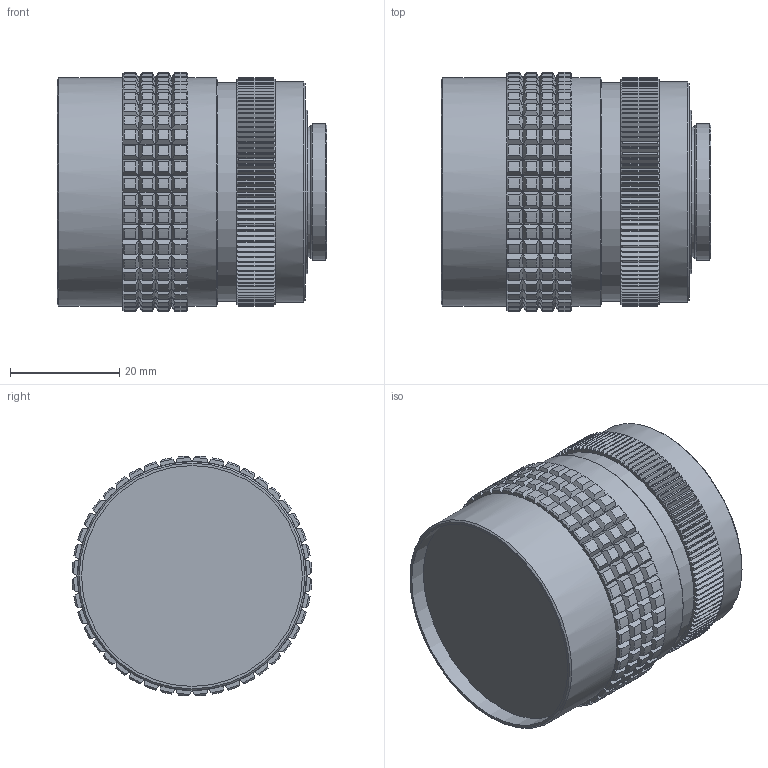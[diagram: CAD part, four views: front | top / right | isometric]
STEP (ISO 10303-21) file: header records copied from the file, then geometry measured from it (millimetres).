
FILE_DESCRIPTION(/* description */ (''),/* implementation_level */ '2;1');
FILE_NAME(/* name */ 'AO000406.stp',/* time_stamp */ '2016-09-28T15:28:57+02:00',/* author */ ('mitarbeiter'),/* organization */ (''),/* preprocessor_version */ 'ST-DEVELOPER v15.2',/* originating_system */ 'Autodesk Inventor 2014',/* authorisation */ '');
FILE_SCHEMA (('AUTOMOTIVE_DESIGN { 1 0 10303 214 3 1 1 }'));
Length unit declared in the file: millimetre
Products named in the file (1): AO000406
Bounding box: 49.5 x 43.99 x 43.99 mm (x, y, z)
Volume: 61083.2 mm3; surface area: 11429.4 mm2
Topology: 1 solids, 1 shells, 1709 faces, 4022 edges, 2321 vertices
Faces by surface type: plane 808, cone 597, cylinder 304
Full cylindrical faces by diameter (mm): 24 x1, 25 x1, 30 x1, 40 x1, 40.5 x2, 42 x2
Entity records: 46518 total; most frequent: CARTESIAN_POINT 10402, ORIENTED_EDGE 8012, DIRECTION 7520, EDGE_CURVE 4006, AXIS2_PLACEMENT_3D 2988, VERTEX_POINT 2318, EDGE_LOOP 1728, FACE_OUTER_BOUND 1709
